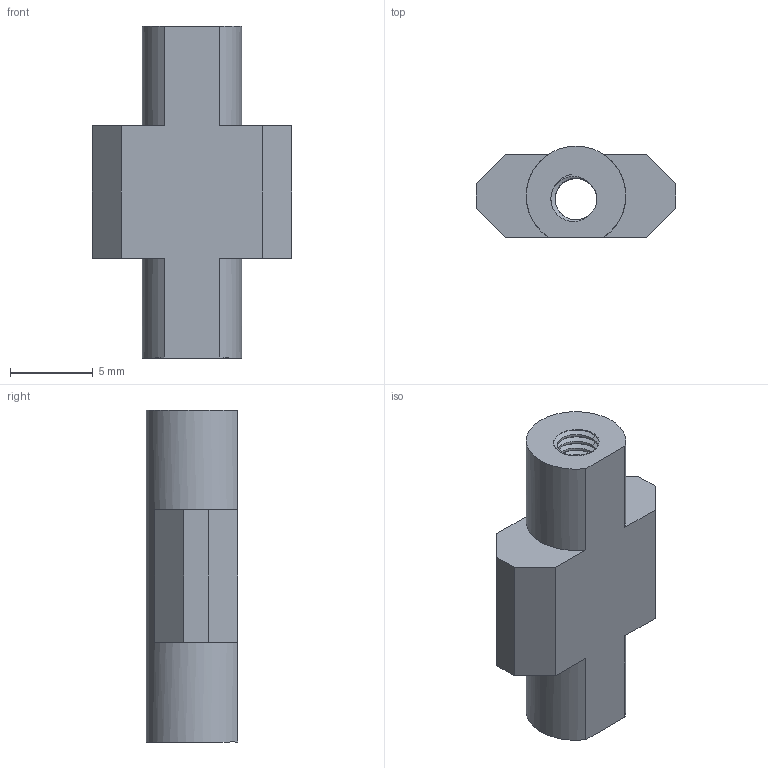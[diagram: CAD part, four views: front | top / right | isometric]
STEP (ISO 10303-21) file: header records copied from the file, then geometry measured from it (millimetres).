
FILE_DESCRIPTION(('FreeCAD Model'),'2;1');
FILE_NAME('Open CASCADE Shape Model','2024-09-13T19:08:04',(''),(''), 'Open CASCADE STEP processor 7.8','FreeCAD','Unknown');
FILE_SCHEMA(('AUTOMOTIVE_DESIGN { 1 0 10303 214 1 1 1 1 }'));
Length unit declared in the file: millimetre
Products named in the file (1): Hole143
Bounding box: 12 x 5.5 x 20 mm (x, y, z)
Volume: 648.4 mm3; surface area: 835 mm2
Topology: 1 solids, 1 shells, 181 faces, 377 edges, 198 vertices
Faces by surface type: bspline 123, cylinder 43, plane 15
Full cylindrical faces by diameter (mm): 2.52 x40
Entity records: 18099 total; most frequent: CARTESIAN_POINT 15278, ORIENTED_EDGE 754, EDGE_CURVE 377, B_SPLINE_CURVE_WITH_KNOTS 290, DIRECTION 215, VERTEX_POINT 198, FACE_BOUND 183, EDGE_LOOP 183
